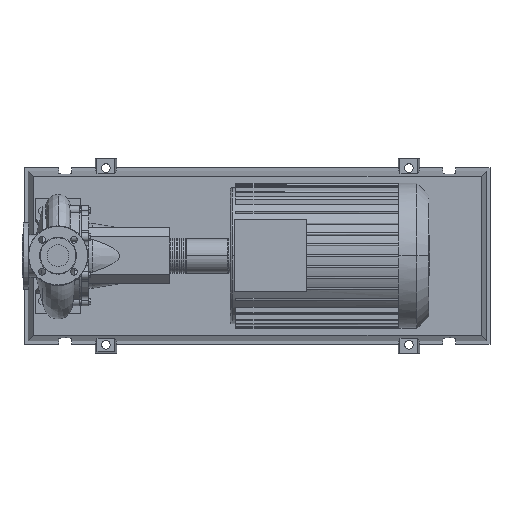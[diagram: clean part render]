
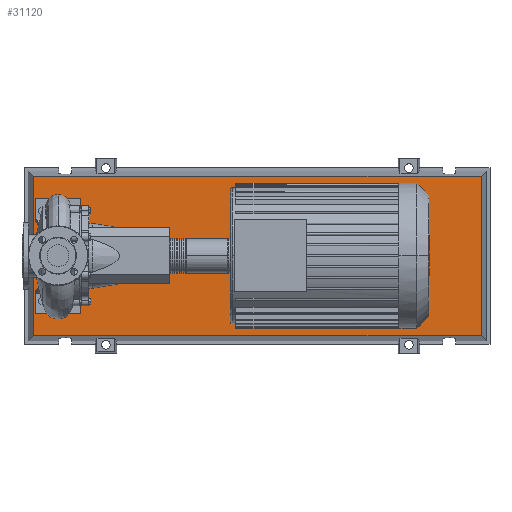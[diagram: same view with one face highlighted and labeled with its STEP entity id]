
A CAD part, top view. The second image highlights one B-rep face of the part: STEP entity #31120.
In plain terms, the highlighted planar face has unit normal (0, 0, 1).
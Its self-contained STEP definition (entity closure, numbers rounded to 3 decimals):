
#30801=CARTESIAN_POINT('',(1172.971,-220.471,103.0));
#30802=VERTEX_POINT('',#30801);
#30809=CARTESIAN_POINT('',(-67.971,-220.471,103.0));
#30810=VERTEX_POINT('',#30809);
#30811=CARTESIAN_POINT('',(1172.971,-220.471,103.0));
#30812=DIRECTION('',(-1.0,0.0,0.0));
#30813=VECTOR('',#30812,1240.941);
#30814=LINE('',#30811,#30813);
#30815=EDGE_CURVE('',#30802,#30810,#30814,.T.);
#31033=CARTESIAN_POINT('',(1172.971,220.471,103.0));
#31034=VERTEX_POINT('',#31033);
#31035=CARTESIAN_POINT('',(1172.971,220.471,103.0));
#31036=DIRECTION('',(0.0,-1.0,0.0));
#31037=VECTOR('',#31036,440.941);
#31038=LINE('',#31035,#31037);
#31039=EDGE_CURVE('',#31034,#30802,#31038,.T.);
#31057=CARTESIAN_POINT('',(-67.971,220.471,103.0));
#31058=VERTEX_POINT('',#31057);
#31059=CARTESIAN_POINT('',(-67.971,-220.471,103.0));
#31060=DIRECTION('',(0.0,1.0,0.0));
#31061=VECTOR('',#31060,440.941);
#31062=LINE('',#31059,#31061);
#31063=EDGE_CURVE('',#30810,#31058,#31062,.T.);
#31096=CARTESIAN_POINT('',(-67.971,220.471,103.0));
#31097=DIRECTION('',(1.0,0.0,0.0));
#31098=VECTOR('',#31097,1240.941);
#31099=LINE('',#31096,#31098);
#31100=EDGE_CURVE('',#31058,#31034,#31099,.T.);
#31109=CARTESIAN_POINT('',(552.5,0.,103.0));
#31110=DIRECTION('',(0.0,0.0,1.0));
#31111=DIRECTION('',(1.0,0.0,0.0));
#31112=AXIS2_PLACEMENT_3D('',#31109,#31110,#31111);
#31113=PLANE('',#31112);
#31114=ORIENTED_EDGE('',*,*,#31039,.F.);
#31115=ORIENTED_EDGE('',*,*,#31100,.F.);
#31116=ORIENTED_EDGE('',*,*,#31063,.F.);
#31117=ORIENTED_EDGE('',*,*,#30815,.F.);
#31118=EDGE_LOOP('',(#31114,#31115,#31116,#31117));
#31119=FACE_OUTER_BOUND('',#31118,.T.);
#31120=ADVANCED_FACE('',(#31119),#31113,.T.);
